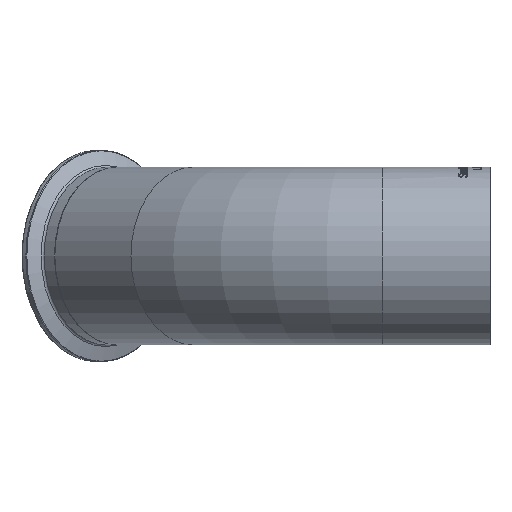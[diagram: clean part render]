
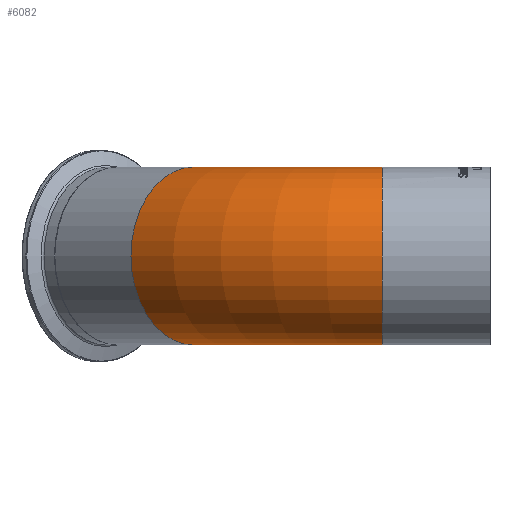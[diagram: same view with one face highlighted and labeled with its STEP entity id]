
A CAD part, left-side view. The second image highlights one B-rep face of the part: STEP entity #6082.
In plain terms, the highlighted toroidal (fillet/blend) face has major radius 114.3 mm and minor radius 38.1 mm.
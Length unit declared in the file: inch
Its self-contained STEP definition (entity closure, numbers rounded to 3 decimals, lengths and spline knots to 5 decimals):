
#18=TOROIDAL_SURFACE('',#6452,4.5,1.5);
#687=FACE_OUTER_BOUND('',#1049,.T.);
#1049=EDGE_LOOP('',(#5575,#5576,#5577,#5578,#5579,#5580,#5581));
#1981=CIRCLE('',#6420,1.5);
#1982=CIRCLE('',#6421,1.5);
#1992=CIRCLE('',#6444,1.5);
#1993=CIRCLE('',#6445,1.5);
#1994=CIRCLE('',#6446,1.5);
#1998=CIRCLE('',#6453,3.);
#2903=VERTEX_POINT('',#13629);
#2904=VERTEX_POINT('',#13631);
#2914=VERTEX_POINT('',#13667);
#2915=VERTEX_POINT('',#13669);
#2916=VERTEX_POINT('',#13671);
#3796=EDGE_CURVE('',#2903,#2904,#1981,.T.);
#3797=EDGE_CURVE('',#2904,#2903,#1982,.T.);
#3810=EDGE_CURVE('',#2914,#2915,#1992,.T.);
#3811=EDGE_CURVE('',#2915,#2916,#1993,.T.);
#3812=EDGE_CURVE('',#2916,#2914,#1994,.T.);
#3816=EDGE_CURVE('',#2916,#2903,#1998,.T.);
#5575=ORIENTED_EDGE('',*,*,#3811,.F.);
#5576=ORIENTED_EDGE('',*,*,#3810,.F.);
#5577=ORIENTED_EDGE('',*,*,#3812,.F.);
#5578=ORIENTED_EDGE('',*,*,#3816,.T.);
#5579=ORIENTED_EDGE('',*,*,#3797,.F.);
#5580=ORIENTED_EDGE('',*,*,#3796,.F.);
#5581=ORIENTED_EDGE('',*,*,#3816,.F.);
#6082=ADVANCED_FACE('',(#687),#18,.T.);
#6420=AXIS2_PLACEMENT_3D('',#13632,#7510,#7511);
#6421=AXIS2_PLACEMENT_3D('',#13633,#7512,#7513);
#6444=AXIS2_PLACEMENT_3D('',#13670,#7561,#7562);
#6445=AXIS2_PLACEMENT_3D('',#13672,#7563,#7564);
#6446=AXIS2_PLACEMENT_3D('',#13673,#7565,#7566);
#6452=AXIS2_PLACEMENT_3D('',#13681,#7577,#7578);
#6453=AXIS2_PLACEMENT_3D('',#13682,#7579,#7580);
#7510=DIRECTION('center_axis',(0.,-1.,0.));
#7511=DIRECTION('ref_axis',(1.,0.,0.));
#7512=DIRECTION('center_axis',(0.,-1.,0.));
#7513=DIRECTION('ref_axis',(1.,0.,0.));
#7561=DIRECTION('center_axis',(0.707,0.707,0.));
#7562=DIRECTION('ref_axis',(0.707,-0.707,0.));
#7563=DIRECTION('center_axis',(0.707,0.707,0.));
#7564=DIRECTION('ref_axis',(0.707,-0.707,0.));
#7565=DIRECTION('center_axis',(0.707,0.707,0.));
#7566=DIRECTION('ref_axis',(0.707,-0.707,0.));
#7577=DIRECTION('center_axis',(0.,0.,-1.));
#7578=DIRECTION('ref_axis',(-1.,0.,0.));
#7579=DIRECTION('center_axis',(0.,0.,1.));
#7580=DIRECTION('ref_axis',(-1.,0.,0.));
#13629=CARTESIAN_POINT('',(1.5,1.82392,0.));
#13631=CARTESIAN_POINT('',(0.,1.82392,-1.5));
#13632=CARTESIAN_POINT('Origin',(0.,1.82392,0.));
#13633=CARTESIAN_POINT('Origin',(0.,1.82392,0.));
#13667=CARTESIAN_POINT('',(0.25736,6.06656,0.));
#13669=CARTESIAN_POINT('',(1.31802,5.0059,1.5));
#13670=CARTESIAN_POINT('Origin',(1.31802,5.0059,0.));
#13671=CARTESIAN_POINT('',(2.37868,3.94524,0.));
#13672=CARTESIAN_POINT('Origin',(1.31802,5.0059,0.));
#13673=CARTESIAN_POINT('Origin',(1.31802,5.0059,0.));
#13681=CARTESIAN_POINT('Origin',(4.5,1.82392,0.));
#13682=CARTESIAN_POINT('Origin',(4.5,1.82392,0.));
